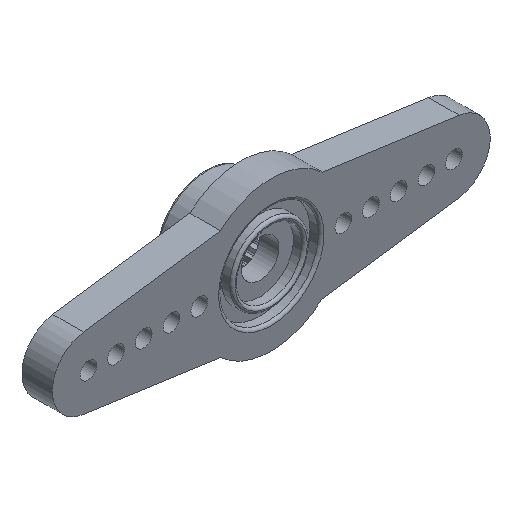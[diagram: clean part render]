
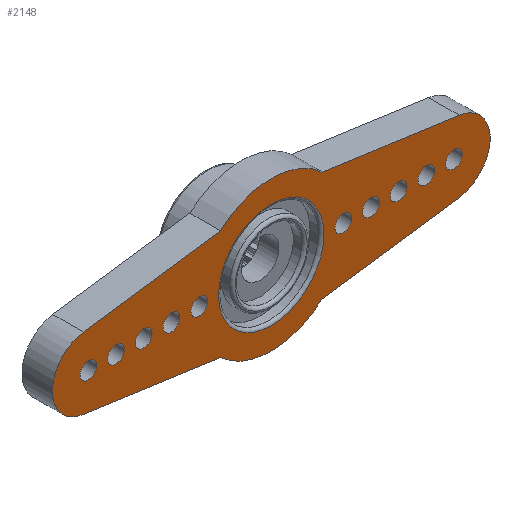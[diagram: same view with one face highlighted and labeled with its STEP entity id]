
A CAD part, isometric view. The second image highlights one B-rep face of the part: STEP entity #2148.
In plain terms, the highlighted planar face has unit normal (0, -1, 0).
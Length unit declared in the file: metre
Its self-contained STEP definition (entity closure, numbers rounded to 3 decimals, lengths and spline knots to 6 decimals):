
#18=PLANE('',#2350);
#196=LINE('',#3486,#408);
#197=LINE('',#3490,#409);
#198=LINE('',#3494,#410);
#199=LINE('',#3498,#411);
#408=VECTOR('',#2788,1.);
#409=VECTOR('',#2791,1.);
#410=VECTOR('',#2794,1.);
#411=VECTOR('',#2797,1.);
#720=ORIENTED_EDGE('',*,*,#1310,.T.);
#721=ORIENTED_EDGE('',*,*,#1311,.F.);
#722=ORIENTED_EDGE('',*,*,#1312,.F.);
#723=ORIENTED_EDGE('',*,*,#1313,.F.);
#724=ORIENTED_EDGE('',*,*,#1314,.F.);
#725=ORIENTED_EDGE('',*,*,#1315,.F.);
#726=ORIENTED_EDGE('',*,*,#1316,.F.);
#727=ORIENTED_EDGE('',*,*,#1317,.F.);
#728=ORIENTED_EDGE('',*,*,#1318,.F.);
#729=ORIENTED_EDGE('',*,*,#1319,.T.);
#730=ORIENTED_EDGE('',*,*,#1320,.T.);
#731=ORIENTED_EDGE('',*,*,#1321,.T.);
#732=ORIENTED_EDGE('',*,*,#1322,.T.);
#733=ORIENTED_EDGE('',*,*,#1323,.T.);
#734=ORIENTED_EDGE('',*,*,#1324,.T.);
#735=ORIENTED_EDGE('',*,*,#1325,.T.);
#736=ORIENTED_EDGE('',*,*,#1326,.T.);
#737=ORIENTED_EDGE('',*,*,#1327,.T.);
#738=ORIENTED_EDGE('',*,*,#1328,.T.);
#1310=EDGE_CURVE('',#1592,#1592,#1722,.T.);
#1311=EDGE_CURVE('',#1593,#1594,#1723,.T.);
#1312=EDGE_CURVE('',#1595,#1593,#196,.T.);
#1313=EDGE_CURVE('',#1596,#1595,#1724,.T.);
#1314=EDGE_CURVE('',#1597,#1596,#197,.T.);
#1315=EDGE_CURVE('',#1598,#1597,#1725,.T.);
#1316=EDGE_CURVE('',#1599,#1598,#198,.T.);
#1317=EDGE_CURVE('',#1600,#1599,#1726,.T.);
#1318=EDGE_CURVE('',#1594,#1600,#199,.T.);
#1319=EDGE_CURVE('',#1601,#1601,#1727,.T.);
#1320=EDGE_CURVE('',#1602,#1602,#1728,.T.);
#1321=EDGE_CURVE('',#1603,#1603,#1729,.T.);
#1322=EDGE_CURVE('',#1604,#1604,#1730,.T.);
#1323=EDGE_CURVE('',#1605,#1605,#1731,.T.);
#1324=EDGE_CURVE('',#1606,#1606,#1732,.T.);
#1325=EDGE_CURVE('',#1607,#1607,#1733,.T.);
#1326=EDGE_CURVE('',#1608,#1608,#1734,.T.);
#1327=EDGE_CURVE('',#1609,#1609,#1735,.T.);
#1328=EDGE_CURVE('',#1610,#1610,#1736,.T.);
#1592=VERTEX_POINT('',#3482);
#1593=VERTEX_POINT('',#3484);
#1594=VERTEX_POINT('',#3485);
#1595=VERTEX_POINT('',#3487);
#1596=VERTEX_POINT('',#3489);
#1597=VERTEX_POINT('',#3491);
#1598=VERTEX_POINT('',#3493);
#1599=VERTEX_POINT('',#3495);
#1600=VERTEX_POINT('',#3497);
#1601=VERTEX_POINT('',#3500);
#1602=VERTEX_POINT('',#3502);
#1603=VERTEX_POINT('',#3504);
#1604=VERTEX_POINT('',#3506);
#1605=VERTEX_POINT('',#3508);
#1606=VERTEX_POINT('',#3510);
#1607=VERTEX_POINT('',#3512);
#1608=VERTEX_POINT('',#3514);
#1609=VERTEX_POINT('',#3516);
#1610=VERTEX_POINT('',#3518);
#1722=CIRCLE('',#2351,0.00475);
#1723=CIRCLE('',#2352,0.00675);
#1724=CIRCLE('',#2353,0.00325);
#1725=CIRCLE('',#2354,0.00675);
#1726=CIRCLE('',#2355,0.00325);
#1727=CIRCLE('',#2356,0.00075);
#1728=CIRCLE('',#2357,0.00075);
#1729=CIRCLE('',#2358,0.00075);
#1730=CIRCLE('',#2359,0.00075);
#1731=CIRCLE('',#2360,0.00075);
#1732=CIRCLE('',#2361,0.00075);
#1733=CIRCLE('',#2362,0.00075);
#1734=CIRCLE('',#2363,0.00075);
#1735=CIRCLE('',#2364,0.00075);
#1736=CIRCLE('',#2365,0.00075);
#1790=EDGE_LOOP('',(#720));
#1791=EDGE_LOOP('',(#721,#722,#723,#724,#725,#726,#727,#728));
#1792=EDGE_LOOP('',(#729));
#1793=EDGE_LOOP('',(#730));
#1794=EDGE_LOOP('',(#731));
#1795=EDGE_LOOP('',(#732));
#1796=EDGE_LOOP('',(#733));
#1797=EDGE_LOOP('',(#734));
#1798=EDGE_LOOP('',(#735));
#1799=EDGE_LOOP('',(#736));
#1800=EDGE_LOOP('',(#737));
#1801=EDGE_LOOP('',(#738));
#1952=FACE_BOUND('',#1790,.T.);
#1953=FACE_BOUND('',#1791,.T.);
#1954=FACE_BOUND('',#1792,.T.);
#1955=FACE_BOUND('',#1793,.T.);
#1956=FACE_BOUND('',#1794,.T.);
#1957=FACE_BOUND('',#1795,.T.);
#1958=FACE_BOUND('',#1796,.T.);
#1959=FACE_BOUND('',#1797,.T.);
#1960=FACE_BOUND('',#1798,.T.);
#1961=FACE_BOUND('',#1799,.T.);
#1962=FACE_BOUND('',#1800,.T.);
#1963=FACE_BOUND('',#1801,.T.);
#2148=ADVANCED_FACE('',(#1952,#1953,#1954,#1955,#1956,#1957,#1958,#1959,
#1960,#1961,#1962,#1963),#18,.F.);
#2350=AXIS2_PLACEMENT_3D('',#3480,#2782,#2783);
#2351=AXIS2_PLACEMENT_3D('',#3481,#2784,#2785);
#2352=AXIS2_PLACEMENT_3D('',#3483,#2786,#2787);
#2353=AXIS2_PLACEMENT_3D('',#3488,#2789,#2790);
#2354=AXIS2_PLACEMENT_3D('',#3492,#2792,#2793);
#2355=AXIS2_PLACEMENT_3D('',#3496,#2795,#2796);
#2356=AXIS2_PLACEMENT_3D('',#3499,#2798,#2799);
#2357=AXIS2_PLACEMENT_3D('',#3501,#2800,#2801);
#2358=AXIS2_PLACEMENT_3D('',#3503,#2802,#2803);
#2359=AXIS2_PLACEMENT_3D('',#3505,#2804,#2805);
#2360=AXIS2_PLACEMENT_3D('',#3507,#2806,#2807);
#2361=AXIS2_PLACEMENT_3D('',#3509,#2808,#2809);
#2362=AXIS2_PLACEMENT_3D('',#3511,#2810,#2811);
#2363=AXIS2_PLACEMENT_3D('',#3513,#2812,#2813);
#2364=AXIS2_PLACEMENT_3D('',#3515,#2814,#2815);
#2365=AXIS2_PLACEMENT_3D('',#3517,#2816,#2817);
#2782=DIRECTION('',(0.,1.,0.));
#2783=DIRECTION('',(0.,0.,1.));
#2784=DIRECTION('',(0.,1.,0.));
#2785=DIRECTION('',(0.,0.,1.));
#2786=DIRECTION('',(0.,1.,0.));
#2787=DIRECTION('',(0.,0.,1.));
#2788=DIRECTION('',(-0.99,0.,-0.139));
#2789=DIRECTION('',(0.,1.,0.));
#2790=DIRECTION('',(0.,0.,-1.));
#2791=DIRECTION('',(0.99,0.,-0.139));
#2792=DIRECTION('',(0.,1.,0.));
#2793=DIRECTION('',(0.,0.,1.));
#2794=DIRECTION('',(0.99,0.,0.139));
#2795=DIRECTION('',(0.,1.,0.));
#2796=DIRECTION('',(0.,0.,1.));
#2797=DIRECTION('',(-0.99,0.,0.139));
#2798=DIRECTION('',(0.,1.,0.));
#2799=DIRECTION('',(0.,0.,1.));
#2800=DIRECTION('',(0.,1.,0.));
#2801=DIRECTION('',(0.,0.,1.));
#2802=DIRECTION('',(0.,1.,0.));
#2803=DIRECTION('',(0.,0.,1.));
#2804=DIRECTION('',(0.,1.,0.));
#2805=DIRECTION('',(0.,0.,1.));
#2806=DIRECTION('',(0.,1.,0.));
#2807=DIRECTION('',(0.,0.,1.));
#2808=DIRECTION('',(0.,1.,0.));
#2809=DIRECTION('',(0.,0.,-1.));
#2810=DIRECTION('',(0.,1.,0.));
#2811=DIRECTION('',(0.,0.,-1.));
#2812=DIRECTION('',(0.,1.,0.));
#2813=DIRECTION('',(0.,0.,-1.));
#2814=DIRECTION('',(0.,1.,0.));
#2815=DIRECTION('',(0.,0.,-1.));
#2816=DIRECTION('',(0.,1.,0.));
#2817=DIRECTION('',(0.,0.,-1.));
#3480=CARTESIAN_POINT('',(0.,0.,0.));
#3481=CARTESIAN_POINT('',(0.,0.,0.));
#3482=CARTESIAN_POINT('',(0.,0.,0.00475));
#3483=CARTESIAN_POINT('',(0.,0.,0.));
#3484=CARTESIAN_POINT('',(0.004589,0.,-0.00495));
#3485=CARTESIAN_POINT('',(-0.004589,0.,-0.00495));
#3486=CARTESIAN_POINT('',(0.004589,0.,-0.00495));
#3487=CARTESIAN_POINT('',(0.016951,0.,-0.003219));
#3488=CARTESIAN_POINT('',(0.0165,0.,0.));
#3489=CARTESIAN_POINT('',(0.016951,0.,0.003219));
#3490=CARTESIAN_POINT('',(0.016951,0.,0.003219));
#3491=CARTESIAN_POINT('',(0.004589,0.,0.00495));
#3492=CARTESIAN_POINT('',(0.,0.,0.));
#3493=CARTESIAN_POINT('',(-0.004589,0.,0.00495));
#3494=CARTESIAN_POINT('',(-0.016951,0.,0.003219));
#3495=CARTESIAN_POINT('',(-0.016951,0.,0.003219));
#3496=CARTESIAN_POINT('',(-0.0165,0.,0.));
#3497=CARTESIAN_POINT('',(-0.016951,0.,-0.003219));
#3498=CARTESIAN_POINT('',(-0.004589,0.,-0.00495));
#3499=CARTESIAN_POINT('',(0.0165,0.,0.));
#3500=CARTESIAN_POINT('',(0.0165,0.,0.00075));
#3501=CARTESIAN_POINT('',(0.014,0.,0.));
#3502=CARTESIAN_POINT('',(0.014,0.,0.00075));
#3503=CARTESIAN_POINT('',(0.0115,0.,0.));
#3504=CARTESIAN_POINT('',(0.0115,0.,0.00075));
#3505=CARTESIAN_POINT('',(0.009,0.,0.));
#3506=CARTESIAN_POINT('',(0.009,0.,0.00075));
#3507=CARTESIAN_POINT('',(0.0065,0.,0.));
#3508=CARTESIAN_POINT('',(0.0065,0.,0.00075));
#3509=CARTESIAN_POINT('',(-0.0165,0.,0.));
#3510=CARTESIAN_POINT('',(-0.0165,0.,-0.00075));
#3511=CARTESIAN_POINT('',(-0.014,0.,0.));
#3512=CARTESIAN_POINT('',(-0.014,0.,-0.00075));
#3513=CARTESIAN_POINT('',(-0.0115,0.,0.));
#3514=CARTESIAN_POINT('',(-0.0115,0.,-0.00075));
#3515=CARTESIAN_POINT('',(-0.009,0.,0.));
#3516=CARTESIAN_POINT('',(-0.009,0.,-0.00075));
#3517=CARTESIAN_POINT('',(-0.0065,0.,0.));
#3518=CARTESIAN_POINT('',(-0.0065,0.,-0.00075));
